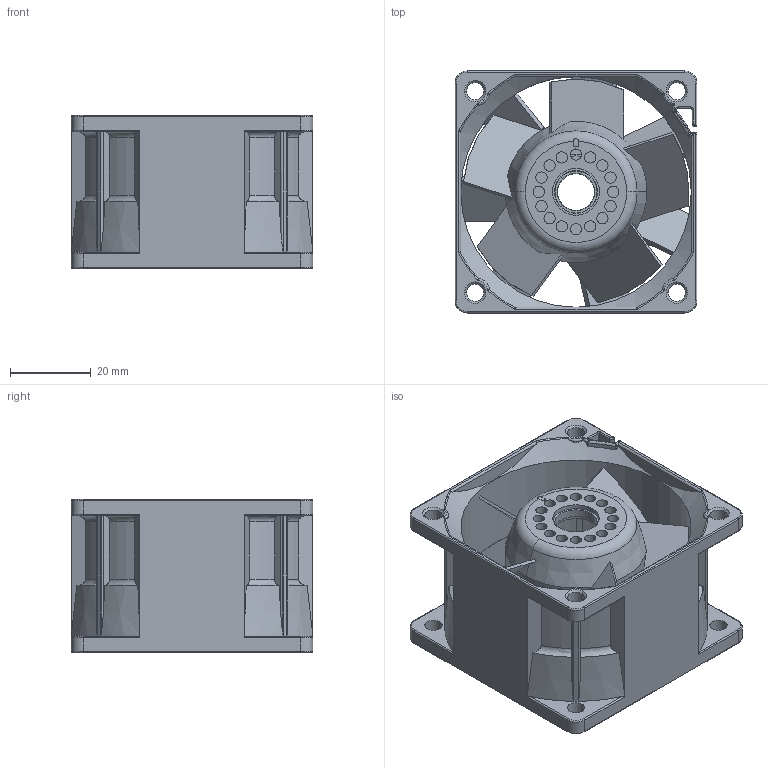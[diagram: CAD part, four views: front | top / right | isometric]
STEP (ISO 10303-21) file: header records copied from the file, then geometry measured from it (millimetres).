
FILE_DESCRIPTION (( 'STEP AP203' ), '1' );
FILE_NAME ('THB0648BE_dummy.STEP', '2018-02-26T03:37:19', ( 'Delta Electronics TW Corp' ), ( 'Delta Electronics TW Corp' ), 'SwSTEP 2.0', 'SolidWorks 2011', '' );
FILE_SCHEMA (( 'CONFIG_CONTROL_DESIGN' ));
Length unit declared in the file: millimetre
Products named in the file (3): THB0648BE_dummy; impeller0308; fame-20100308
Assembly tree (2 placements, depth 2):
  THB0648BE_dummy
    impeller0308
    fame-20100308
Bounding box: 60 x 60 x 38 mm (x, y, z)
Volume: 27085 mm3; surface area: 35076.8 mm2
Topology: 2 solids, 2 shells, 696 faces, 1826 edges, 1143 vertices
Faces by surface type: cylinder 273, plane 238, torus 121, cone 50, bspline 8, sphere 6
Entity records: 22881 total; most frequent: CARTESIAN_POINT 5698, ORIENTED_EDGE 3642, DIRECTION 3553, EDGE_CURVE 1821, AXIS2_PLACEMENT_3D 1428, VERTEX_POINT 1143, EDGE_LOOP 754, CIRCLE 735
